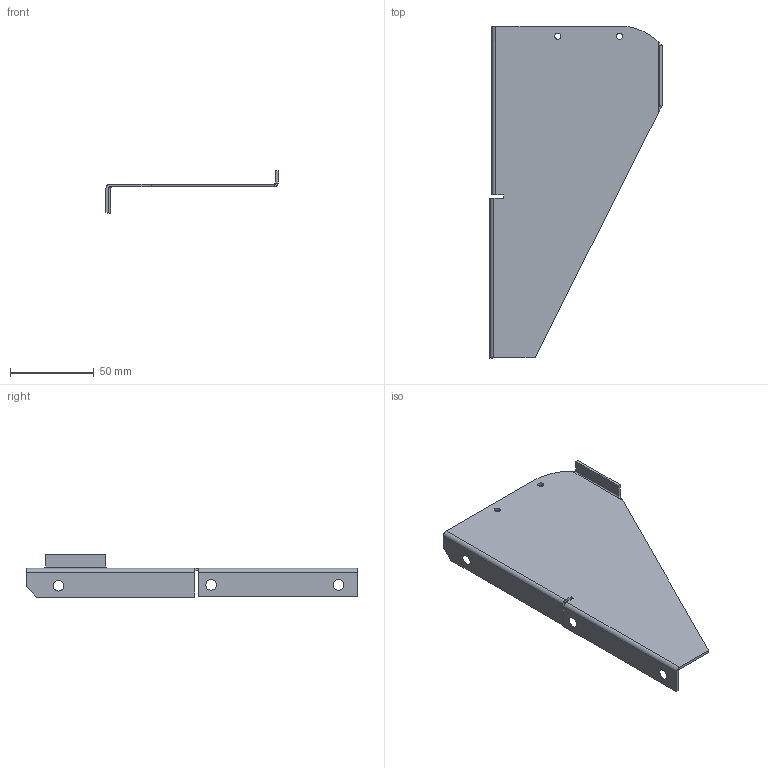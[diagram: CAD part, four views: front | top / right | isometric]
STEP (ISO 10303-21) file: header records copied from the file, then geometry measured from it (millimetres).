
FILE_DESCRIPTION((''),'2;1');
FILE_NAME('CCB left RevD.stp','2009-08-25T21:38:25',('Robin'),(''),'Autodesk Inventor 9','Autodesk Inventor 9','');
FILE_SCHEMA(('AUTOMOTIVE_DESIGN { 1 0 10303 214 1 1 1 1 }'));
Length unit declared in the file: inch
Products named in the file (1): CCB left RevD
Bounding box: 102.86 x 198.49 x 25.32 mm (x, y, z)
Volume: 27929.8 mm3; surface area: 36083.6 mm2
Topology: 1 solids, 1 shells, 45 faces, 116 edges, 73 vertices
Faces by surface type: plane 20, bspline 18, cylinder 7
Entity records: 1689 total; most frequent: CARTESIAN_POINT 595, ORIENTED_EDGE 232, DIRECTION 204, EDGE_CURVE 116, VECTOR 76, LINE 76, VERTEX_POINT 73, AXIS2_PLACEMENT_3D 64
